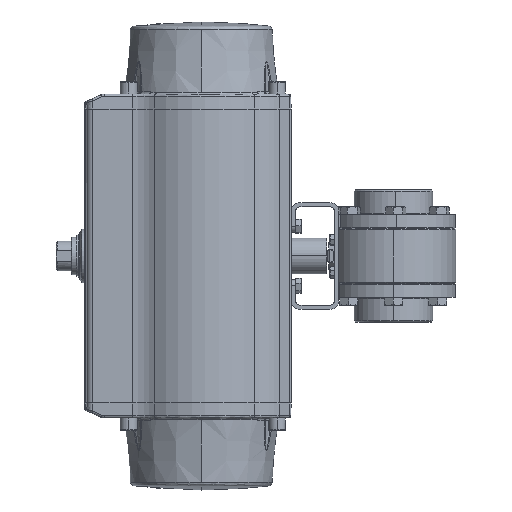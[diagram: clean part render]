
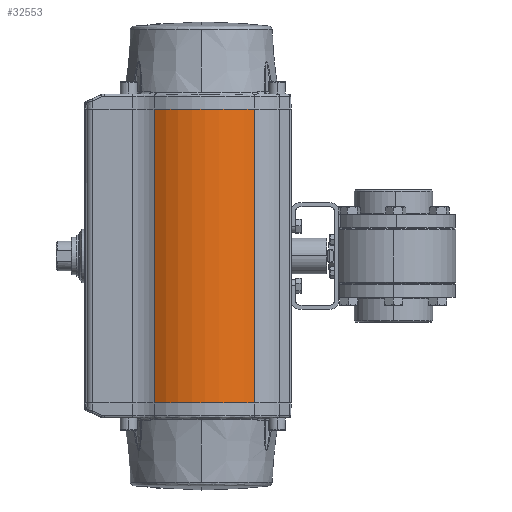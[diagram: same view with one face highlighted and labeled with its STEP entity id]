
A CAD part, left-side view. The second image highlights one B-rep face of the part: STEP entity #32553.
In plain terms, the highlighted cylindrical face has radius 87 mm (diameter 174 mm), a partial arc.
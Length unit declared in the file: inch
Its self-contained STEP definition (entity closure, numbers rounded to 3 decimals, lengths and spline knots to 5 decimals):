
#1404 = ORIENTED_EDGE ( 'NONE', *, *, #70805, .T. ) ;
#1905 = LINE ( 'NONE', #74585, #18244 ) ;
#4905 = CARTESIAN_POINT ( 'NONE',  ( -2.7914, 10.06449, -6.1811 ) ) ;
#5088 = VERTEX_POINT ( 'NONE', #4905 ) ;
#6874 = ORIENTED_EDGE ( 'NONE', *, *, #44287, .T. ) ;
#8228 = CARTESIAN_POINT ( 'NONE',  ( -2.58913, 5.83712, 6.1811 ) ) ;
#8694 = LINE ( 'NONE', #66998, #43298 ) ;
#8772 = CIRCLE ( 'NONE', #75704, 3.4252 ) ;
#13098 = AXIS2_PLACEMENT_3D ( 'NONE', #28176, #16099, #40531 ) ;
#15072 = ORIENTED_EDGE ( 'NONE', *, *, #25995, .T. ) ;
#16099 = DIRECTION ( 'NONE',  ( 0., 0., 1. ) ) ;
#18244 = VECTOR ( 'NONE', #25411, 39.37008 ) ;
#23302 = FACE_OUTER_BOUND ( 'NONE', #51604, .T. ) ;
#24014 = DIRECTION ( 'NONE',  ( 0., 0., 1. ) ) ;
#24679 = CARTESIAN_POINT ( 'NONE',  ( -2.58913, 5.83712, -6.1811 ) ) ;
#25411 = DIRECTION ( 'NONE',  ( 0., 0., -1. ) ) ;
#25536 = AXIS2_PLACEMENT_3D ( 'NONE', #27334, #70359, #33520 ) ;
#25995 = EDGE_CURVE ( 'NONE', #26857, #5088, #1905, .T. ) ;
#26857 = VERTEX_POINT ( 'NONE', #53540 ) ;
#27334 = CARTESIAN_POINT ( 'NONE',  ( 0., 8.07953, -6.1811 ) ) ;
#28176 = CARTESIAN_POINT ( 'NONE',  ( 0., 8.07953, -6.1811 ) ) ;
#29571 = ORIENTED_EDGE ( 'NONE', *, *, #50491, .T. ) ;
#32553 = ADVANCED_FACE ( 'NONE', ( #23302 ), #52089, .T. ) ;
#32835 = VERTEX_POINT ( 'NONE', #24679 ) ;
#32905 = CARTESIAN_POINT ( 'NONE',  ( 0., 8.07953, 6.1811 ) ) ;
#33520 = DIRECTION ( 'NONE',  ( 1., 0., 0. ) ) ;
#39070 = DIRECTION ( 'NONE',  ( 1., 0., 0. ) ) ;
#40531 = DIRECTION ( 'NONE',  ( 1., 0., 0. ) ) ;
#43298 = VECTOR ( 'NONE', #24014, 39.37008 ) ;
#44287 = EDGE_CURVE ( 'NONE', #32835, #67852, #8694, .T. ) ;
#50491 = EDGE_CURVE ( 'NONE', #5088, #32835, #60257, .T. ) ;
#51604 = EDGE_LOOP ( 'NONE', ( #29571, #6874, #1404, #15072 ) ) ;
#52089 = CYLINDRICAL_SURFACE ( 'NONE', #13098, 3.4252 ) ;
#53540 = CARTESIAN_POINT ( 'NONE',  ( -2.7914, 10.06449, 6.1811 ) ) ;
#60257 = CIRCLE ( 'NONE', #25536, 3.4252 ) ;
#66998 = CARTESIAN_POINT ( 'NONE',  ( -2.58913, 5.83712, -6.1811 ) ) ;
#67852 = VERTEX_POINT ( 'NONE', #8228 ) ;
#70359 = DIRECTION ( 'NONE',  ( 0., 0., 1. ) ) ;
#70805 = EDGE_CURVE ( 'NONE', #67852, #26857, #8772, .T. ) ;
#74585 = CARTESIAN_POINT ( 'NONE',  ( -2.7914, 10.06449, -6.1811 ) ) ;
#75704 = AXIS2_PLACEMENT_3D ( 'NONE', #32905, #75908, #39070 ) ;
#75908 = DIRECTION ( 'NONE',  ( 0., 0., -1. ) ) ;
